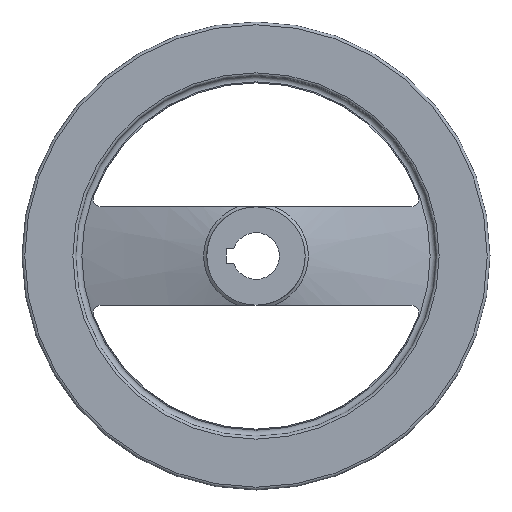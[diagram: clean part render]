
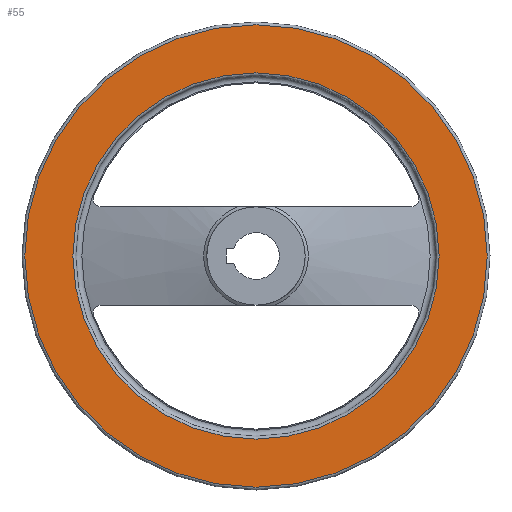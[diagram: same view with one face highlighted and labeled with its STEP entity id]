
A CAD part, left-side view. The second image highlights one B-rep face of the part: STEP entity #55.
In plain terms, the highlighted planar face has unit normal (-1, 0, 0).
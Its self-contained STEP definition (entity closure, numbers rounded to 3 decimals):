
#55 = ADVANCED_FACE( '', ( #134, #135 ), #136, .F. );
#134 = FACE_OUTER_BOUND( '', #249, .T. );
#135 = FACE_BOUND( '', #250, .T. );
#136 = PLANE( '', #251 );
#249 = EDGE_LOOP( '', ( #358 ) );
#250 = EDGE_LOOP( '', ( #359 ) );
#251 = AXIS2_PLACEMENT_3D( '', #360, #361, #362 );
#358 = ORIENTED_EDGE( '', *, *, #618, .F. );
#359 = ORIENTED_EDGE( '', *, *, #619, .T. );
#360 = CARTESIAN_POINT( '', ( 22.8, 78.25, 0. ) );
#361 = DIRECTION( '', ( 1., 0., 0. ) );
#362 = DIRECTION( '', ( 0., 0., -1. ) );
#618 = EDGE_CURVE( '', #717, #717, #718, .T. );
#619 = EDGE_CURVE( '', #719, #719, #720, .T. );
#717 = VERTEX_POINT( '', #864 );
#718 = CIRCLE( '', #865, 98.8 );
#719 = VERTEX_POINT( '', #866 );
#720 = CIRCLE( '', #867, 78.25 );
#864 = CARTESIAN_POINT( '', ( 22.8, 0., -98.8 ) );
#865 = AXIS2_PLACEMENT_3D( '', #1348, #1349, #1350 );
#866 = CARTESIAN_POINT( '', ( 22.8, 0., -78.25 ) );
#867 = AXIS2_PLACEMENT_3D( '', #1351, #1352, #1353 );
#1348 = CARTESIAN_POINT( '', ( 22.8, 0., 0. ) );
#1349 = DIRECTION( '', ( 1., 0., 0. ) );
#1350 = DIRECTION( '', ( 0., 0., -1. ) );
#1351 = CARTESIAN_POINT( '', ( 22.8, 0., 0. ) );
#1352 = DIRECTION( '', ( 1., 0., 0. ) );
#1353 = DIRECTION( '', ( 0., 0., -1. ) );
